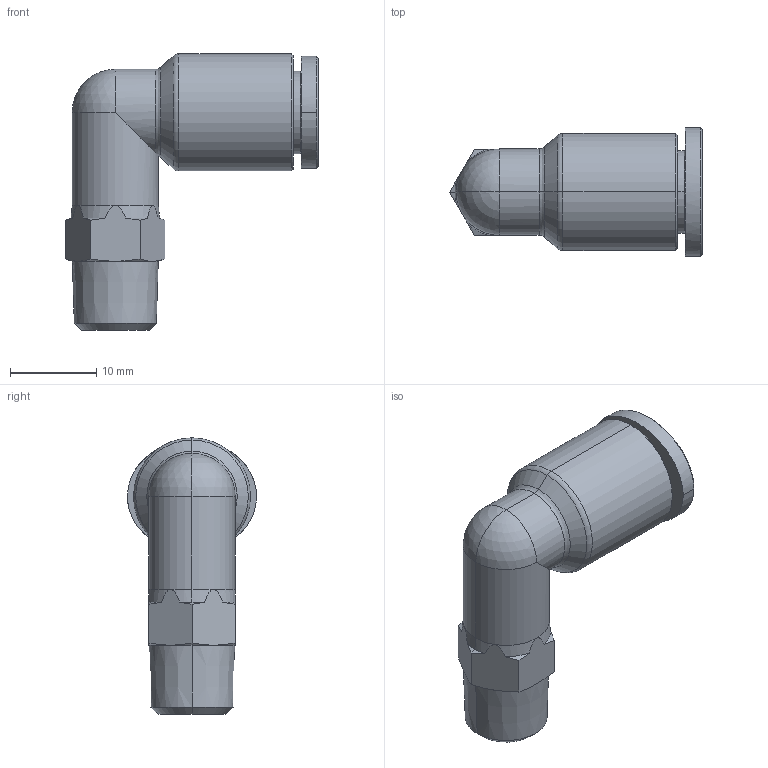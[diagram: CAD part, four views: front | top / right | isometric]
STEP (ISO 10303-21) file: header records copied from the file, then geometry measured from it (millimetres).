
FILE_DESCRIPTION((''),'2;1');
FILE_NAME('GPL 0801(L)(3D).stp','2012-12-21T09:48:50',(''),(''),'Mechanical Desktop.R8.0.24.0','Mechanical Desktop.R8.0.24.0',', , ');
FILE_SCHEMA(('CONFIG_CONTROL_DESIGN'));
Length unit declared in the file: millimetre
Products named in the file (2): GPL 0801(L)(3D); 睡ヶ1
Assembly tree (1 placements, depth 2):
  GPL 0801(L)(3D)
    睡ヶ1
Bounding box: 29.37 x 15 x 32.1 mm (x, y, z)
Volume: 3746.6 mm3; surface area: 2713 mm2
Topology: 1 solids, 1 shells, 440 faces, 1214 edges, 795 vertices
Faces by surface type: plane 346, cone 38, bspline 31, cylinder 21, sphere 2, torus 2
Entity records: 14612 total; most frequent: CARTESIAN_POINT 3409, ORIENTED_EDGE 2424, DIRECTION 2135, EDGE_CURVE 1212, VECTOR 1025, LINE 1025, VERTEX_POINT 795, AXIS2_PLACEMENT_3D 555
